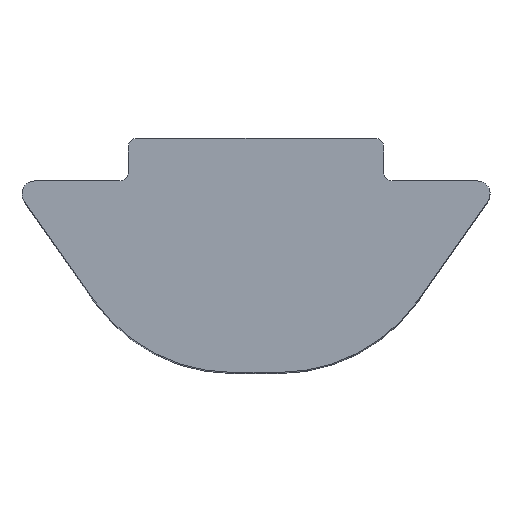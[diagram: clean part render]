
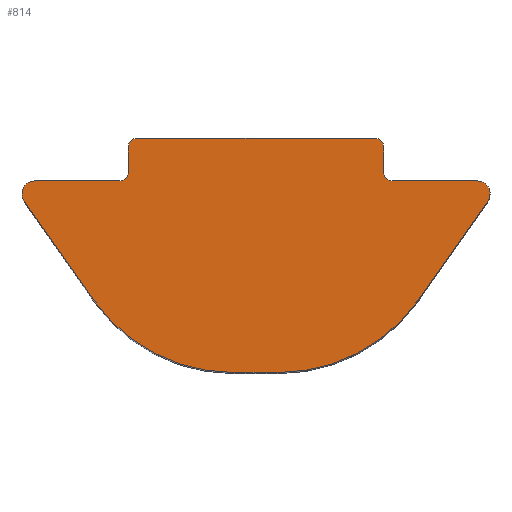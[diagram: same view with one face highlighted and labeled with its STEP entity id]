
A CAD part, top view. The second image highlights one B-rep face of the part: STEP entity #814.
In plain terms, the highlighted planar face has unit normal (0, 0, 1).
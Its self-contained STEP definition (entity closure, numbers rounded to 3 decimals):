
#7 = DIRECTION ( 'NONE',  ( 0., 0., 1. ) ) ;
#27 = DIRECTION ( 'NONE',  ( 1., 0., 0. ) ) ;
#38 = DIRECTION ( 'NONE',  ( 1., 0., 0. ) ) ;
#44 = CIRCLE ( 'NONE', #737, 0.2 ) ;
#57 = DIRECTION ( 'NONE',  ( 0.574, 0.819, 0. ) ) ;
#58 = LINE ( 'NONE', #460, #69 ) ;
#59 = DIRECTION ( 'NONE',  ( 0., 0., 1. ) ) ;
#69 = VECTOR ( 'NONE', #583, 1000. ) ;
#75 = DIRECTION ( 'NONE',  ( 0., 0., -1. ) ) ;
#91 = VECTOR ( 'NONE', #209, 1000. ) ;
#97 = EDGE_CURVE ( 'NONE', #257, #763, #285, .T. ) ;
#99 = CARTESIAN_POINT ( 'NONE',  ( -5.2, -1.3, 8. ) ) ;
#103 = VERTEX_POINT ( 'NONE', #531 ) ;
#111 = CARTESIAN_POINT ( 'NONE',  ( -0.543, -5.5, 8. ) ) ;
#116 = LINE ( 'NONE', #190, #288 ) ;
#120 = DIRECTION ( 'NONE',  ( 0., -1., 0. ) ) ;
#129 = ORIENTED_EDGE ( 'NONE', *, *, #475, .T. ) ;
#130 = EDGE_CURVE ( 'NONE', #770, #713, #216, .T. ) ;
#134 = CARTESIAN_POINT ( 'NONE',  ( -3., -0.2, 8. ) ) ;
#140 = VECTOR ( 'NONE', #350, 1000. ) ;
#148 = VERTEX_POINT ( 'NONE', #402 ) ;
#150 = CIRCLE ( 'NONE', #715, 4. ) ;
#163 = CIRCLE ( 'NONE', #631, 0.3 ) ;
#166 = DIRECTION ( 'NONE',  ( 0., 1., 0. ) ) ;
#175 = LINE ( 'NONE', #287, #140 ) ;
#177 = DIRECTION ( 'NONE',  ( 0., 0., 1. ) ) ;
#190 = CARTESIAN_POINT ( 'NONE',  ( -3., 0., 8. ) ) ;
#195 = CIRCLE ( 'NONE', #254, 0.2 ) ;
#196 = DIRECTION ( 'NONE',  ( -1., 0., 0. ) ) ;
#205 = CARTESIAN_POINT ( 'NONE',  ( 3.2, -1., 8. ) ) ;
#206 = EDGE_CURVE ( 'NONE', #827, #560, #163, .T. ) ;
#209 = DIRECTION ( 'NONE',  ( 0.574, -0.819, 0. ) ) ;
#211 = VECTOR ( 'NONE', #57, 1000. ) ;
#213 = CARTESIAN_POINT ( 'NONE',  ( -2.8, -0.2, 8. ) ) ;
#215 = CARTESIAN_POINT ( 'NONE',  ( 3.82, -3.794, 8. ) ) ;
#216 = CIRCLE ( 'NONE', #297, 0.2 ) ;
#217 = AXIS2_PLACEMENT_3D ( 'NONE', #250, #755, #196 ) ;
#224 = EDGE_CURVE ( 'NONE', #650, #381, #150, .T. ) ;
#226 = CARTESIAN_POINT ( 'NONE',  ( -5.2, -1., 8. ) ) ;
#234 = PLANE ( 'NONE',  #704 ) ;
#244 = VECTOR ( 'NONE', #830, 1000. ) ;
#250 = CARTESIAN_POINT ( 'NONE',  ( -0.543, -1.5, 8. ) ) ;
#254 = AXIS2_PLACEMENT_3D ( 'NONE', #672, #299, #740 ) ;
#257 = VERTEX_POINT ( 'NONE', #477 ) ;
#267 = ORIENTED_EDGE ( 'NONE', *, *, #751, .T. ) ;
#268 = EDGE_CURVE ( 'NONE', #695, #443, #175, .T. ) ;
#273 = DIRECTION ( 'NONE',  ( 1., 0., 0. ) ) ;
#275 = CARTESIAN_POINT ( 'NONE',  ( 3., -0.8, 8. ) ) ;
#285 = CIRCLE ( 'NONE', #217, 4. ) ;
#287 = CARTESIAN_POINT ( 'NONE',  ( -3., -1., 8. ) ) ;
#288 = VECTOR ( 'NONE', #120, 1000. ) ;
#297 = AXIS2_PLACEMENT_3D ( 'NONE', #213, #646, #273 ) ;
#298 = AXIS2_PLACEMENT_3D ( 'NONE', #551, #177, #614 ) ;
#299 = DIRECTION ( 'NONE',  ( 0., 0., -1. ) ) ;
#316 = CIRCLE ( 'NONE', #427, 0.3 ) ;
#324 = AXIS2_PLACEMENT_3D ( 'NONE', #455, #59, #515 ) ;
#336 = ORIENTED_EDGE ( 'NONE', *, *, #224, .T. ) ;
#346 = EDGE_CURVE ( 'NONE', #103, #770, #58, .T. ) ;
#347 = DIRECTION ( 'NONE',  ( 0., 0., 1. ) ) ;
#350 = DIRECTION ( 'NONE',  ( -1., 0., 0. ) ) ;
#359 = CARTESIAN_POINT ( 'NONE',  ( 3., 0., 8. ) ) ;
#370 = ORIENTED_EDGE ( 'NONE', *, *, #346, .T. ) ;
#373 = ORIENTED_EDGE ( 'NONE', *, *, #268, .T. ) ;
#381 = VERTEX_POINT ( 'NONE', #215 ) ;
#390 = EDGE_CURVE ( 'NONE', #148, #695, #44, .T. ) ;
#392 = ORIENTED_EDGE ( 'NONE', *, *, #130, .T. ) ;
#393 = VERTEX_POINT ( 'NONE', #404 ) ;
#395 = CARTESIAN_POINT ( 'NONE',  ( -0.543, -5.5, 8. ) ) ;
#402 = CARTESIAN_POINT ( 'NONE',  ( -3., -0.8, 8. ) ) ;
#404 = CARTESIAN_POINT ( 'NONE',  ( 3., -0.2, 8. ) ) ;
#408 = CARTESIAN_POINT ( 'NONE',  ( 5.2, -1.3, 8. ) ) ;
#414 = VERTEX_POINT ( 'NONE', #275 ) ;
#423 = DIRECTION ( 'NONE',  ( 0., 0., 1. ) ) ;
#424 = EDGE_LOOP ( 'NONE', ( #607, #474, #370, #392, #817, #518, #373, #729, #461, #267, #674, #471, #336, #828, #558, #806, #129 ) ) ;
#427 = AXIS2_PLACEMENT_3D ( 'NONE', #807, #430, #38 ) ;
#430 = DIRECTION ( 'NONE',  ( 0., 0., 1. ) ) ;
#437 = DIRECTION ( 'NONE',  ( 1., 0., 0. ) ) ;
#443 = VERTEX_POINT ( 'NONE', #226 ) ;
#445 = LINE ( 'NONE', #756, #211 ) ;
#446 = CARTESIAN_POINT ( 'NONE',  ( -5.5, -1.3, 8. ) ) ;
#455 = CARTESIAN_POINT ( 'NONE',  ( 2.8, -0.2, 8. ) ) ;
#460 = CARTESIAN_POINT ( 'NONE',  ( 3., 0., 8. ) ) ;
#461 = ORIENTED_EDGE ( 'NONE', *, *, #492, .T. ) ;
#466 = CARTESIAN_POINT ( 'NONE',  ( -3.2, -0.8, 8. ) ) ;
#471 = ORIENTED_EDGE ( 'NONE', *, *, #564, .T. ) ;
#473 = DIRECTION ( 'NONE',  ( -1., 0., 0. ) ) ;
#474 = ORIENTED_EDGE ( 'NONE', *, *, #699, .T. ) ;
#475 = EDGE_CURVE ( 'NONE', #725, #414, #195, .T. ) ;
#477 = CARTESIAN_POINT ( 'NONE',  ( -3.82, -3.794, 8. ) ) ;
#492 = EDGE_CURVE ( 'NONE', #627, #834, #790, .T. ) ;
#509 = CARTESIAN_POINT ( 'NONE',  ( 0.543, -5.5, 8. ) ) ;
#511 = LINE ( 'NONE', #359, #619 ) ;
#514 = EDGE_CURVE ( 'NONE', #443, #627, #316, .T. ) ;
#515 = DIRECTION ( 'NONE',  ( 1., 0., 0. ) ) ;
#518 = ORIENTED_EDGE ( 'NONE', *, *, #390, .T. ) ;
#525 = DIRECTION ( 'NONE',  ( 1., 0., 0. ) ) ;
#531 = CARTESIAN_POINT ( 'NONE',  ( 2.8, 0., 8. ) ) ;
#545 = CARTESIAN_POINT ( 'NONE',  ( 5.446, -1.472, 8. ) ) ;
#551 = CARTESIAN_POINT ( 'NONE',  ( -5.2, -1.3, 8. ) ) ;
#558 = ORIENTED_EDGE ( 'NONE', *, *, #206, .T. ) ;
#560 = VERTEX_POINT ( 'NONE', #621 ) ;
#564 = EDGE_CURVE ( 'NONE', #763, #650, #589, .T. ) ;
#568 = FACE_OUTER_BOUND ( 'NONE', #424, .T. ) ;
#574 = CARTESIAN_POINT ( 'NONE',  ( -3.2, -1., 8. ) ) ;
#581 = LINE ( 'NONE', #639, #91 ) ;
#583 = DIRECTION ( 'NONE',  ( -1., 0., 0. ) ) ;
#589 = LINE ( 'NONE', #111, #623 ) ;
#607 = ORIENTED_EDGE ( 'NONE', *, *, #794, .T. ) ;
#608 = EDGE_CURVE ( 'NONE', #713, #148, #116, .T. ) ;
#609 = CARTESIAN_POINT ( 'NONE',  ( -5.446, -1.472, 8. ) ) ;
#614 = DIRECTION ( 'NONE',  ( 1., 0., 0. ) ) ;
#619 = VECTOR ( 'NONE', #166, 1000. ) ;
#621 = CARTESIAN_POINT ( 'NONE',  ( 5.2, -1., 8. ) ) ;
#623 = VECTOR ( 'NONE', #437, 1000. ) ;
#627 = VERTEX_POINT ( 'NONE', #446 ) ;
#631 = AXIS2_PLACEMENT_3D ( 'NONE', #408, #7, #473 ) ;
#639 = CARTESIAN_POINT ( 'NONE',  ( -5.446, -1.472, 8. ) ) ;
#646 = DIRECTION ( 'NONE',  ( 0., 0., 1. ) ) ;
#650 = VERTEX_POINT ( 'NONE', #509 ) ;
#672 = CARTESIAN_POINT ( 'NONE',  ( 3.2, -0.8, 8. ) ) ;
#674 = ORIENTED_EDGE ( 'NONE', *, *, #97, .T. ) ;
#681 = EDGE_CURVE ( 'NONE', #381, #827, #445, .T. ) ;
#695 = VERTEX_POINT ( 'NONE', #574 ) ;
#699 = EDGE_CURVE ( 'NONE', #393, #103, #821, .T. ) ;
#704 = AXIS2_PLACEMENT_3D ( 'NONE', #99, #423, #27 ) ;
#710 = CARTESIAN_POINT ( 'NONE',  ( -2.8, 0., 8. ) ) ;
#711 = EDGE_CURVE ( 'NONE', #560, #725, #717, .T. ) ;
#713 = VERTEX_POINT ( 'NONE', #134 ) ;
#715 = AXIS2_PLACEMENT_3D ( 'NONE', #722, #347, #788 ) ;
#717 = LINE ( 'NONE', #764, #244 ) ;
#722 = CARTESIAN_POINT ( 'NONE',  ( 0.543, -1.5, 8. ) ) ;
#725 = VERTEX_POINT ( 'NONE', #205 ) ;
#729 = ORIENTED_EDGE ( 'NONE', *, *, #514, .T. ) ;
#737 = AXIS2_PLACEMENT_3D ( 'NONE', #466, #75, #525 ) ;
#740 = DIRECTION ( 'NONE',  ( 1., 0., 0. ) ) ;
#751 = EDGE_CURVE ( 'NONE', #834, #257, #581, .T. ) ;
#755 = DIRECTION ( 'NONE',  ( 0., 0., 1. ) ) ;
#756 = CARTESIAN_POINT ( 'NONE',  ( 5.446, -1.472, 8. ) ) ;
#763 = VERTEX_POINT ( 'NONE', #395 ) ;
#764 = CARTESIAN_POINT ( 'NONE',  ( 3., -1., 8. ) ) ;
#770 = VERTEX_POINT ( 'NONE', #710 ) ;
#788 = DIRECTION ( 'NONE',  ( 1., 0., 0. ) ) ;
#790 = CIRCLE ( 'NONE', #298, 0.3 ) ;
#794 = EDGE_CURVE ( 'NONE', #414, #393, #511, .T. ) ;
#806 = ORIENTED_EDGE ( 'NONE', *, *, #711, .T. ) ;
#807 = CARTESIAN_POINT ( 'NONE',  ( -5.2, -1.3, 8. ) ) ;
#814 = ADVANCED_FACE ( 'NONE', ( #568 ), #234, .T. ) ;
#817 = ORIENTED_EDGE ( 'NONE', *, *, #608, .T. ) ;
#821 = CIRCLE ( 'NONE', #324, 0.2 ) ;
#827 = VERTEX_POINT ( 'NONE', #545 ) ;
#828 = ORIENTED_EDGE ( 'NONE', *, *, #681, .T. ) ;
#830 = DIRECTION ( 'NONE',  ( -1., 0., 0. ) ) ;
#834 = VERTEX_POINT ( 'NONE', #609 ) ;
